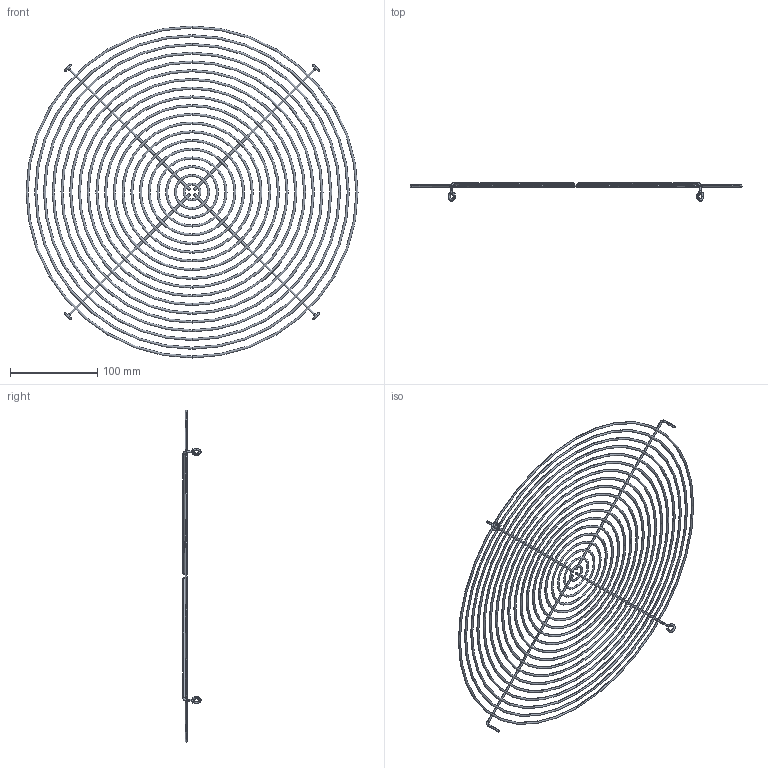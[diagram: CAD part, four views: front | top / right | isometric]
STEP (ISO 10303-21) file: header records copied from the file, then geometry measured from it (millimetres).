
FILE_DESCRIPTION (( 'STEP AP203' ), '1' );
FILE_NAME ('5RE4004.STEP', '2022-03-11T16:04:09', ( '' ), ( '' ), 'SwSTEP 2.0', 'SolidWorks 2018', '' );
FILE_SCHEMA (( 'CONFIG_CONTROL_DESIGN' ));
Length unit declared in the file: millimetre
Products named in the file (1): 5RE4004
Bounding box: 380.4 x 20.83 x 380.4 mm (x, y, z)
Volume: 57599.5 mm3; surface area: 96033 mm2
Topology: 16 solids, 16 shells, 132 faces, 328 edges, 204 vertices
Faces by surface type: torus 92, cylinder 24, bspline 8, plane 8
Entity records: 7667 total; most frequent: CARTESIAN_POINT 4289, DIRECTION 770, ORIENTED_EDGE 656, AXIS2_PLACEMENT_3D 373, EDGE_CURVE 328, CIRCLE 248, VERTEX_POINT 204, EDGE_LOOP 164
